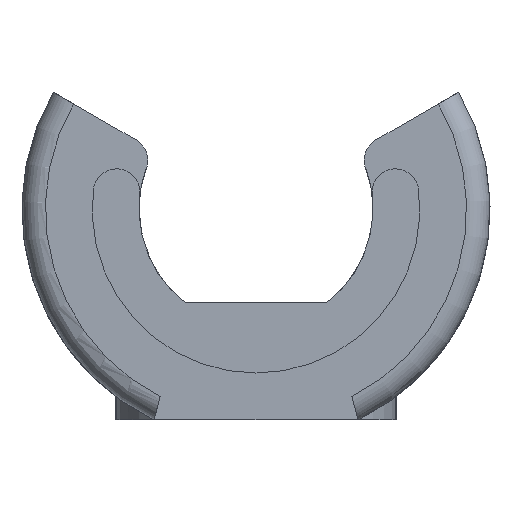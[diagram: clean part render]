
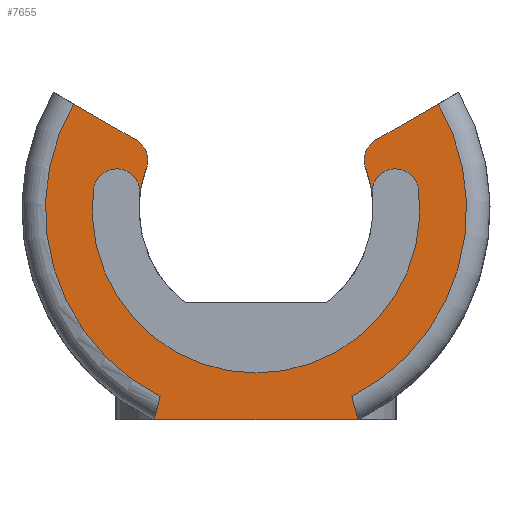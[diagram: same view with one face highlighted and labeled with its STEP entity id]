
A CAD part, front view. The second image highlights one B-rep face of the part: STEP entity #7655.
In plain terms, the highlighted planar face has unit normal (0, -1, 0).
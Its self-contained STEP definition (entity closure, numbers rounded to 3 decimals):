
#362=PLANE('',#8630);
#769=FACE_OUTER_BOUND('',#1187,.T.);
#1187=EDGE_LOOP('',(#6973,#6974,#6975,#6976,#6977,#6978,#6979,#6980,#6981,
#6982,#6983,#6984,#6985,#6986));
#1216=CIRCLE('',#7700,5.);
#1295=CIRCLE('',#7781,5.);
#1735=CIRCLE('',#8610,9.);
#1739=CIRCLE('',#8615,9.);
#1748=CIRCLE('',#8629,7.);
#1749=CIRCLE('',#8631,1.);
#1750=CIRCLE('',#8632,1.);
#1751=CIRCLE('',#8633,1.);
#1752=CIRCLE('',#8634,1.);
#2273=LINE('',#14240,#2802);
#2274=LINE('',#14242,#2803);
#2275=LINE('',#14244,#2804);
#2276=LINE('',#14245,#2805);
#2277=LINE('',#14247,#2806);
#2802=VECTOR('',#11061,1000.);
#2803=VECTOR('',#11062,1000.);
#2804=VECTOR('',#11063,1000.);
#2805=VECTOR('',#11064,1000.);
#2806=VECTOR('',#11065,1000.);
#2836=VERTEX_POINT('',#11158);
#2837=VERTEX_POINT('',#11160);
#2996=VERTEX_POINT('',#11479);
#2997=VERTEX_POINT('',#11481);
#3565=VERTEX_POINT('',#14155);
#3566=VERTEX_POINT('',#14156);
#3571=VERTEX_POINT('',#14176);
#3572=VERTEX_POINT('',#14187);
#3579=VERTEX_POINT('',#14230);
#3580=VERTEX_POINT('',#14231);
#3581=VERTEX_POINT('',#14238);
#3582=VERTEX_POINT('',#14241);
#3583=VERTEX_POINT('',#14243);
#3584=VERTEX_POINT('',#14246);
#3596=EDGE_CURVE('',#2836,#2837,#1216,.F.);
#3756=EDGE_CURVE('',#2996,#2997,#1295,.F.);
#4714=EDGE_CURVE('',#3565,#3566,#1735,.F.);
#4720=EDGE_CURVE('',#3572,#3571,#1739,.F.);
#4733=EDGE_CURVE('',#3579,#3580,#1748,.T.);
#4736=EDGE_CURVE('',#2836,#3580,#1749,.T.);
#4737=EDGE_CURVE('',#3579,#2997,#1750,.T.);
#4738=EDGE_CURVE('',#2996,#3581,#1751,.F.);
#4739=EDGE_CURVE('',#3572,#3581,#2273,.T.);
#4740=EDGE_CURVE('',#3582,#3571,#2274,.T.);
#4741=EDGE_CURVE('',#3583,#3582,#2275,.T.);
#4742=EDGE_CURVE('',#3565,#3583,#2276,.T.);
#4743=EDGE_CURVE('',#3566,#3584,#2277,.T.);
#4744=EDGE_CURVE('',#3584,#2837,#1752,.F.);
#6973=ORIENTED_EDGE('',*,*,#4736,.T.);
#6974=ORIENTED_EDGE('',*,*,#4733,.F.);
#6975=ORIENTED_EDGE('',*,*,#4737,.T.);
#6976=ORIENTED_EDGE('',*,*,#3756,.F.);
#6977=ORIENTED_EDGE('',*,*,#4738,.T.);
#6978=ORIENTED_EDGE('',*,*,#4739,.F.);
#6979=ORIENTED_EDGE('',*,*,#4720,.T.);
#6980=ORIENTED_EDGE('',*,*,#4740,.F.);
#6981=ORIENTED_EDGE('',*,*,#4741,.F.);
#6982=ORIENTED_EDGE('',*,*,#4742,.F.);
#6983=ORIENTED_EDGE('',*,*,#4714,.T.);
#6984=ORIENTED_EDGE('',*,*,#4743,.T.);
#6985=ORIENTED_EDGE('',*,*,#4744,.T.);
#6986=ORIENTED_EDGE('',*,*,#3596,.F.);
#7655=ADVANCED_FACE('',(#769),#362,.F.);
#7700=AXIS2_PLACEMENT_3D('',#11161,#8683,#8684);
#7781=AXIS2_PLACEMENT_3D('',#11482,#8925,#8926);
#8610=AXIS2_PLACEMENT_3D('',#14157,#11009,#11010);
#8615=AXIS2_PLACEMENT_3D('',#14188,#11019,#11020);
#8629=AXIS2_PLACEMENT_3D('',#14232,#11049,#11050);
#8630=AXIS2_PLACEMENT_3D('',#14235,#11053,#11054);
#8631=AXIS2_PLACEMENT_3D('',#14236,#11055,#11056);
#8632=AXIS2_PLACEMENT_3D('',#14237,#11057,#11058);
#8633=AXIS2_PLACEMENT_3D('',#14239,#11059,#11060);
#8634=AXIS2_PLACEMENT_3D('',#14248,#11066,#11067);
#8683=DIRECTION('center_axis',(0.,1.,0.));
#8684=DIRECTION('ref_axis',(-1.,0.,0.));
#8925=DIRECTION('center_axis',(0.,1.,0.));
#8926=DIRECTION('ref_axis',(-1.,0.,0.));
#11009=DIRECTION('center_axis',(0.,1.,0.));
#11010=DIRECTION('ref_axis',(-1.,0.,0.));
#11019=DIRECTION('center_axis',(0.,1.,0.));
#11020=DIRECTION('ref_axis',(-1.,0.,0.));
#11049=DIRECTION('center_axis',(0.,-1.,0.));
#11050=DIRECTION('ref_axis',(1.,0.,0.));
#11053=DIRECTION('center_axis',(0.,1.,0.));
#11054=DIRECTION('ref_axis',(-1.,0.,0.));
#11055=DIRECTION('center_axis',(0.,1.,0.));
#11056=DIRECTION('ref_axis',(-1.,0.,0.));
#11057=DIRECTION('center_axis',(0.,1.,0.));
#11058=DIRECTION('ref_axis',(-1.,0.,0.));
#11059=DIRECTION('center_axis',(0.,1.,0.));
#11060=DIRECTION('ref_axis',(-1.,0.,0.));
#11061=DIRECTION('',(0.866,0.,-0.5));
#11062=DIRECTION('',(0.262,0.,0.965));
#11063=DIRECTION('',(-1.,0.,0.));
#11064=DIRECTION('',(0.262,0.,-0.965));
#11065=DIRECTION('',(-0.866,0.,-0.5));
#11066=DIRECTION('center_axis',(0.,1.,0.));
#11067=DIRECTION('ref_axis',(-1.,0.,0.));
#11158=CARTESIAN_POINT('',(4.964,-38.75,9.603));
#11160=CARTESIAN_POINT('',(4.686,-38.75,10.743));
#11161=CARTESIAN_POINT('Origin',(0.,-38.75,9.));
#11479=CARTESIAN_POINT('',(-4.686,-38.75,10.743));
#11481=CARTESIAN_POINT('',(-4.964,-38.75,9.603));
#11482=CARTESIAN_POINT('Origin',(0.,-38.75,9.));
#14155=CARTESIAN_POINT('',(4.092,-38.75,0.984));
#14156=CARTESIAN_POINT('',(7.794,-38.75,13.5));
#14157=CARTESIAN_POINT('Origin',(0.,-38.75,9.));
#14176=CARTESIAN_POINT('',(-4.092,-38.75,0.984));
#14187=CARTESIAN_POINT('',(-7.794,-38.75,13.5));
#14188=CARTESIAN_POINT('Origin',(0.,-38.75,9.));
#14230=CARTESIAN_POINT('',(-6.949,-38.75,9.844));
#14231=CARTESIAN_POINT('',(6.949,-38.75,9.844));
#14232=CARTESIAN_POINT('Origin',(0.,-38.75,9.));
#14235=CARTESIAN_POINT('Origin',(-7.361,-38.75,13.25));
#14236=CARTESIAN_POINT('Origin',(5.956,-38.75,9.724));
#14237=CARTESIAN_POINT('Origin',(-5.956,-38.75,9.724));
#14238=CARTESIAN_POINT('',(-5.123,-38.75,11.958));
#14239=CARTESIAN_POINT('Origin',(-5.623,-38.75,11.092));
#14240=CARTESIAN_POINT('',(-7.361,-38.75,13.25));
#14241=CARTESIAN_POINT('',(-4.359,-38.75,0.));
#14242=CARTESIAN_POINT('',(-3.679,-38.75,2.5));
#14243=CARTESIAN_POINT('',(4.359,-38.75,0.));
#14244=CARTESIAN_POINT('',(0.,-38.75,0.));
#14245=CARTESIAN_POINT('',(3.679,-38.75,2.5));
#14246=CARTESIAN_POINT('',(5.123,-38.75,11.958));
#14247=CARTESIAN_POINT('',(7.361,-38.75,13.25));
#14248=CARTESIAN_POINT('Origin',(5.623,-38.75,11.092));
